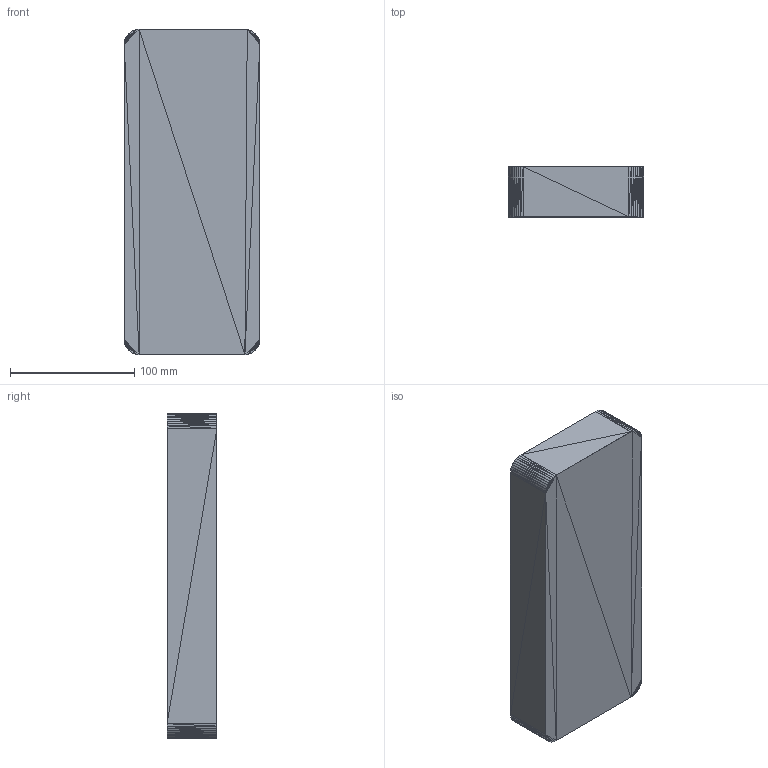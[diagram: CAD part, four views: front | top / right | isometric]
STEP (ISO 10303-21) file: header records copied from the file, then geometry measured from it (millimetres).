
FILE_DESCRIPTION(('STEP AP214'),'1');
FILE_NAME('result.stp','2026-01-21T09:50:50',(' '),(' '),'Spatial InterOp 3D',' ',' ');
FILE_SCHEMA(('automotive_design'));
Length unit declared in the file: metre
Products named in the file (1): Root
Bounding box: 109 x 40 x 261.4 mm (x, y, z)
Surface area: 112426.1 mm2 (no closed solid volume)
Topology: 0 solids, 332 shells, 332 faces, 996 edges, 168 vertices
Faces by surface type: plane 332
Entity records: 10320 total; most frequent: DIRECTION 1662, ORIENTED_EDGE 996, EDGE_CURVE 996, LINE 996, VECTOR 996, AXIS2_PLACEMENT_3D 333, STYLED_ITEM 332, PRESENTATION_STYLE_ASSIGNMENT 332
